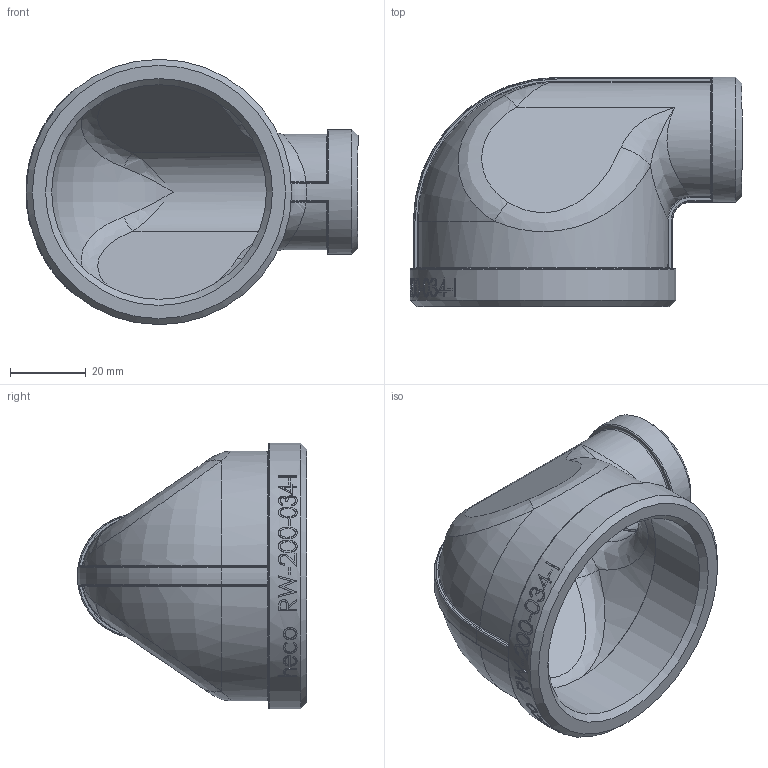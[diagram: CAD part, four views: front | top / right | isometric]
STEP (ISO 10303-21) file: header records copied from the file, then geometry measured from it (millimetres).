
FILE_DESCRIPTION (( 'STEP AP214' ), '1' );
FILE_NAME ('heco_RW-200-034-I.STEP', '2016-07-04T08:20:23', ( '' ), ( '' ), 'SwSTEP 2.0', 'SolidWorks 2011', '' );
FILE_SCHEMA (( 'AUTOMOTIVE_DESIGN' ));
Length unit declared in the file: millimetre
Products named in the file (1): heco_RW-200-034-I
Bounding box: 87.6 x 60.49 x 70 mm (x, y, z)
Volume: 47035.5 mm3; surface area: 27763.8 mm2
Topology: 1 solids, 1 shells, 305 faces, 760 edges, 469 vertices
Faces by surface type: bspline 136, plane 72, cylinder 59, torus 24, sphere 8, cone 6
Full cylindrical faces by diameter (mm): 24.117 x1, 25.1 x1, 33 x1, 56.656 x1, 60.6 x1, 70 x1
Entity records: 30550 total; most frequent: CARTESIAN_POINT 22574, ORIENTED_EDGE 1458, DIRECTION 830, EDGE_CURVE 729, VERTEX_POINT 465, B_SPLINE_CURVE_WITH_KNOTS 412, AXIS2_PLACEMENT_3D 347, EDGE_LOOP 346
